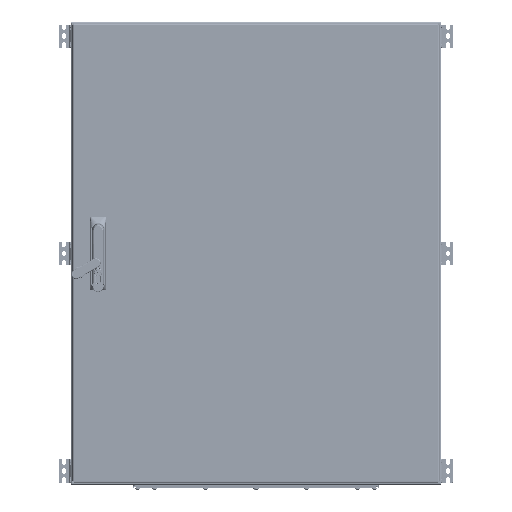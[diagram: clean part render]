
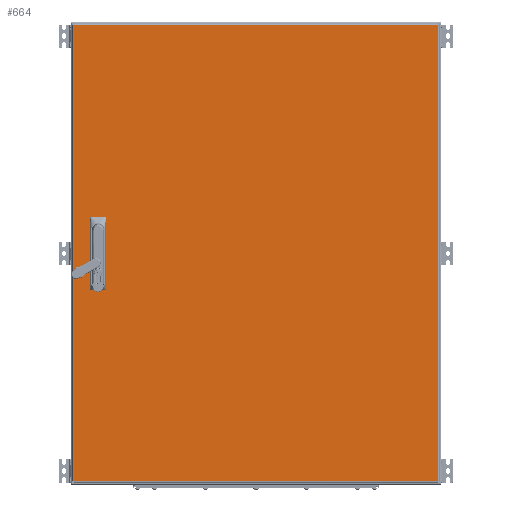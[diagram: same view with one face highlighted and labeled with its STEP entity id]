
A CAD part, top view. The second image highlights one B-rep face of the part: STEP entity #664.
In plain terms, the highlighted planar face has unit normal (0, 0, 1).
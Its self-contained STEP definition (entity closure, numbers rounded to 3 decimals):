
#664 = ADVANCED_FACE ( 'NONE', ( #172279, #126981, #80679 ), #171325, .F. ) ;
#2061 = EDGE_CURVE ( 'NONE', #69258, #8805, #35192, .T. ) ;
#2521 = LINE ( 'NONE', #47787, #57535 ) ;
#3205 = CARTESIAN_POINT ( 'NONE',  ( 393., 493., 0. ) ) ;
#6656 = VERTEX_POINT ( 'NONE', #156238 ) ;
#8805 = VERTEX_POINT ( 'NONE', #99571 ) ;
#8808 = VERTEX_POINT ( 'NONE', #145851 ) ;
#9922 = DIRECTION ( 'NONE',  ( 0., -1., 0. ) ) ;
#10885 = VECTOR ( 'NONE', #26285, 1000. ) ;
#11997 = ORIENTED_EDGE ( 'NONE', *, *, #105142, .F. ) ;
#12293 = EDGE_CURVE ( 'NONE', #100727, #126302, #2521, .T. ) ;
#14123 = EDGE_LOOP ( 'NONE', ( #40999, #179758, #162757, #167466 ) ) ;
#14910 = CARTESIAN_POINT ( 'NONE',  ( 393., -493., 0. ) ) ;
#19008 = EDGE_CURVE ( 'NONE', #54736, #112528, #182673, .T. ) ;
#25774 = DIRECTION ( 'NONE',  ( -1., 0., 0. ) ) ;
#26285 = DIRECTION ( 'NONE',  ( -1., 0., 0. ) ) ;
#28328 = ORIENTED_EDGE ( 'NONE', *, *, #100427, .T. ) ;
#28595 = LINE ( 'NONE', #133025, #163920 ) ;
#32803 = DIRECTION ( 'NONE',  ( 0., -1., 0. ) ) ;
#35060 = ORIENTED_EDGE ( 'NONE', *, *, #183466, .T. ) ;
#35192 = LINE ( 'NONE', #156352, #83873 ) ;
#35286 = LINE ( 'NONE', #95392, #128448 ) ;
#35393 = CARTESIAN_POINT ( 'NONE',  ( 0., 0., 0. ) ) ;
#35458 = DIRECTION ( 'NONE',  ( -1., 0., 0. ) ) ;
#37567 = VERTEX_POINT ( 'NONE', #177861 ) ;
#40999 = ORIENTED_EDGE ( 'NONE', *, *, #184065, .T. ) ;
#41029 = LINE ( 'NONE', #101131, #10885 ) ;
#45263 = ORIENTED_EDGE ( 'NONE', *, *, #2061, .F. ) ;
#45341 = ORIENTED_EDGE ( 'NONE', *, *, #138023, .T. ) ;
#46160 = LINE ( 'NONE', #166354, #194237 ) ;
#47787 = CARTESIAN_POINT ( 'NONE',  ( -353.8, -75., 0. ) ) ;
#48094 = DIRECTION ( 'NONE',  ( 0., 1., 0. ) ) ;
#48673 = DIRECTION ( 'NONE',  ( -1., 0., 0. ) ) ;
#50191 = LINE ( 'NONE', #142795, #102470 ) ;
#53179 = DIRECTION ( 'NONE',  ( -1., 0., 0. ) ) ;
#54736 = VERTEX_POINT ( 'NONE', #3205 ) ;
#55638 = CARTESIAN_POINT ( 'NONE',  ( -353.8, -25., 0. ) ) ;
#57535 = VECTOR ( 'NONE', #107903, 1000. ) ;
#61773 = CARTESIAN_POINT ( 'NONE',  ( -394.293, -493., 0. ) ) ;
#65455 = VECTOR ( 'NONE', #48673, 1000. ) ;
#65714 = DIRECTION ( 'NONE',  ( 0., -1., 0. ) ) ;
#66853 = CARTESIAN_POINT ( 'NONE',  ( -353.8, -75., 0. ) ) ;
#67098 = CARTESIAN_POINT ( 'NONE',  ( -328.8, 75., 0. ) ) ;
#69258 = VERTEX_POINT ( 'NONE', #157874 ) ;
#75551 = DIRECTION ( 'NONE',  ( 1., 0., 0. ) ) ;
#77123 = LINE ( 'NONE', #167771, #156320 ) ;
#80679 = FACE_BOUND ( 'NONE', #14123, .T. ) ;
#83873 = VECTOR ( 'NONE', #65714, 1000. ) ;
#85520 = VECTOR ( 'NONE', #75551, 1000. ) ;
#89083 = VECTOR ( 'NONE', #53179, 1000. ) ;
#93635 = VECTOR ( 'NONE', #25774, 1000. ) ;
#95392 = CARTESIAN_POINT ( 'NONE',  ( -328.8, -75., 0. ) ) ;
#99571 = CARTESIAN_POINT ( 'NONE',  ( -353.8, 25., 0. ) ) ;
#100427 = EDGE_CURVE ( 'NONE', #117937, #37567, #28595, .T. ) ;
#100727 = VERTEX_POINT ( 'NONE', #66853 ) ;
#101131 = CARTESIAN_POINT ( 'NONE',  ( 0., 25., 0. ) ) ;
#101617 = CARTESIAN_POINT ( 'NONE',  ( -328.8, -25., 0. ) ) ;
#102470 = VECTOR ( 'NONE', #35458, 1000. ) ;
#105142 = EDGE_CURVE ( 'NONE', #117937, #69258, #128105, .T. ) ;
#107903 = DIRECTION ( 'NONE',  ( 0., 1., 0. ) ) ;
#108067 = LINE ( 'NONE', #61773, #85520 ) ;
#109527 = VERTEX_POINT ( 'NONE', #163942 ) ;
#111123 = EDGE_CURVE ( 'NONE', #109527, #137422, #108067, .T. ) ;
#112207 = DIRECTION ( 'NONE',  ( -1., 0., 0. ) ) ;
#112528 = VERTEX_POINT ( 'NONE', #147859 ) ;
#116432 = EDGE_LOOP ( 'NONE', ( #135553, #45341, #167111, #35060 ) ) ;
#117937 = VERTEX_POINT ( 'NONE', #67098 ) ;
#121788 = EDGE_CURVE ( 'NONE', #8808, #126302, #191239, .T. ) ;
#124562 = AXIS2_PLACEMENT_3D ( 'NONE', #35393, #159458, #112207 ) ;
#126302 = VERTEX_POINT ( 'NONE', #55638 ) ;
#126981 = FACE_OUTER_BOUND ( 'NONE', #116432, .T. ) ;
#127114 = EDGE_LOOP ( 'NONE', ( #45263, #11997, #28328, #174951 ) ) ;
#128105 = LINE ( 'NONE', #188161, #89083 ) ;
#128448 = VECTOR ( 'NONE', #158377, 1000. ) ;
#133025 = CARTESIAN_POINT ( 'NONE',  ( -328.8, 0., 0. ) ) ;
#135553 = ORIENTED_EDGE ( 'NONE', *, *, #111123, .T. ) ;
#137422 = VERTEX_POINT ( 'NONE', #14910 ) ;
#138023 = EDGE_CURVE ( 'NONE', #137422, #54736, #46160, .T. ) ;
#142795 = CARTESIAN_POINT ( 'NONE',  ( -328.8, -75., 0. ) ) ;
#145851 = CARTESIAN_POINT ( 'NONE',  ( -328.8, -25., 0. ) ) ;
#147859 = CARTESIAN_POINT ( 'NONE',  ( -393., 493., 0. ) ) ;
#156238 = CARTESIAN_POINT ( 'NONE',  ( -328.8, -75., 0. ) ) ;
#156320 = VECTOR ( 'NONE', #32803, 1000. ) ;
#156352 = CARTESIAN_POINT ( 'NONE',  ( -353.8, 0., 0. ) ) ;
#157874 = CARTESIAN_POINT ( 'NONE',  ( -353.8, 75., 0. ) ) ;
#158377 = DIRECTION ( 'NONE',  ( 0., 1., 0. ) ) ;
#159458 = DIRECTION ( 'NONE',  ( 0., 0., -1. ) ) ;
#162757 = ORIENTED_EDGE ( 'NONE', *, *, #121788, .F. ) ;
#163920 = VECTOR ( 'NONE', #9922, 1000. ) ;
#163942 = CARTESIAN_POINT ( 'NONE',  ( -393., -493., 0. ) ) ;
#166354 = CARTESIAN_POINT ( 'NONE',  ( 393., -494.293, 0. ) ) ;
#167111 = ORIENTED_EDGE ( 'NONE', *, *, #19008, .T. ) ;
#167466 = ORIENTED_EDGE ( 'NONE', *, *, #187969, .F. ) ;
#167771 = CARTESIAN_POINT ( 'NONE',  ( -393., 494.293, 0. ) ) ;
#167908 = CARTESIAN_POINT ( 'NONE',  ( 394.293, 493., 0. ) ) ;
#168221 = EDGE_CURVE ( 'NONE', #37567, #8805, #41029, .T. ) ;
#171325 = PLANE ( 'NONE',  #124562 ) ;
#172279 = FACE_BOUND ( 'NONE', #127114, .T. ) ;
#174951 = ORIENTED_EDGE ( 'NONE', *, *, #168221, .T. ) ;
#177861 = CARTESIAN_POINT ( 'NONE',  ( -328.8, 25., 0. ) ) ;
#179758 = ORIENTED_EDGE ( 'NONE', *, *, #12293, .T. ) ;
#182673 = LINE ( 'NONE', #167908, #65455 ) ;
#183466 = EDGE_CURVE ( 'NONE', #112528, #109527, #77123, .T. ) ;
#184065 = EDGE_CURVE ( 'NONE', #6656, #100727, #50191, .T. ) ;
#187969 = EDGE_CURVE ( 'NONE', #6656, #8808, #35286, .T. ) ;
#188161 = CARTESIAN_POINT ( 'NONE',  ( 0., 75., 0. ) ) ;
#191239 = LINE ( 'NONE', #101617, #93635 ) ;
#194237 = VECTOR ( 'NONE', #48094, 1000. ) ;
